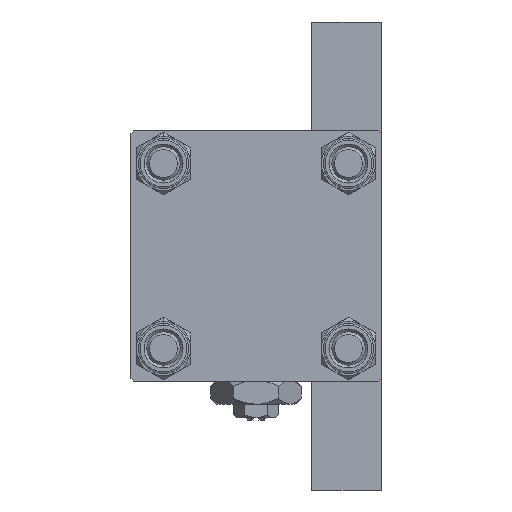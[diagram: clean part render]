
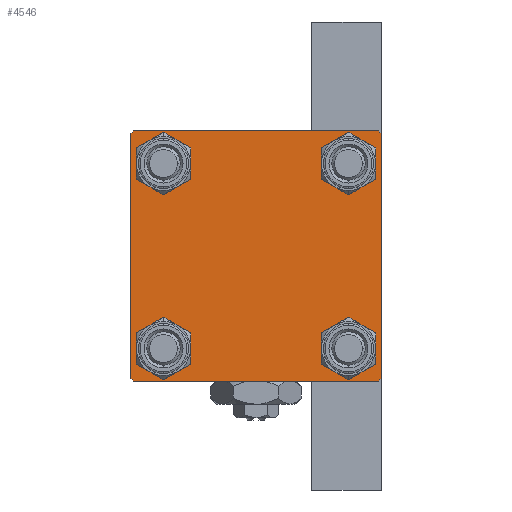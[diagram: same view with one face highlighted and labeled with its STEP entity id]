
A CAD part, left-side view. The second image highlights one B-rep face of the part: STEP entity #4546.
In plain terms, the highlighted planar face has unit normal (-1, 0, 0).
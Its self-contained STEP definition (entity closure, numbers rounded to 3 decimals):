
#140 = VECTOR ( 'NONE', #47240, 1000. ) ;
#497 = CIRCLE ( 'NONE', #35027, 3.5 ) ;
#500 = CARTESIAN_POINT ( 'NONE',  ( 0., 16.6, 16.6 ) ) ;
#644 = LINE ( 'NONE', #11965, #28919 ) ;
#980 = EDGE_CURVE ( 'NONE', #1118, #39004, #4220, .T. ) ;
#1118 = VERTEX_POINT ( 'NONE', #18976 ) ;
#1332 = DIRECTION ( 'NONE',  ( 0., -1., 0. ) ) ;
#1383 = EDGE_CURVE ( 'NONE', #37472, #29876, #11273, .T. ) ;
#1867 = CARTESIAN_POINT ( 'NONE',  ( 0., 22.5, -22.5 ) ) ;
#2221 = VERTEX_POINT ( 'NONE', #42754 ) ;
#2528 = CARTESIAN_POINT ( 'NONE',  ( 0., 22.5, 22. ) ) ;
#2716 = VERTEX_POINT ( 'NONE', #23953 ) ;
#3378 = AXIS2_PLACEMENT_3D ( 'NONE', #28757, #39821, #16917 ) ;
#3613 = ORIENTED_EDGE ( 'NONE', *, *, #33599, .T. ) ;
#3631 = FACE_BOUND ( 'NONE', #24460, .T. ) ;
#4220 = LINE ( 'NONE', #41942, #9685 ) ;
#4546 = ADVANCED_FACE ( 'NONE', ( #3631, #33800, #49142, #14692, #11430 ), #26759, .T. ) ;
#4913 = ORIENTED_EDGE ( 'NONE', *, *, #9098, .T. ) ;
#4962 = AXIS2_PLACEMENT_3D ( 'NONE', #18205, #37343, #41125 ) ;
#5011 = EDGE_LOOP ( 'NONE', ( #17584, #46114 ) ) ;
#5804 = ORIENTED_EDGE ( 'NONE', *, *, #19187, .T. ) ;
#6047 = EDGE_CURVE ( 'NONE', #46181, #43187, #39739, .T. ) ;
#7021 = CARTESIAN_POINT ( 'NONE',  ( 0., -22.5, 22.5 ) ) ;
#7029 = VERTEX_POINT ( 'NONE', #2528 ) ;
#7226 = DIRECTION ( 'NONE',  ( 0., 0., 1. ) ) ;
#7393 = EDGE_CURVE ( 'NONE', #46181, #14690, #25093, .T. ) ;
#7478 = EDGE_LOOP ( 'NONE', ( #5804, #20317 ) ) ;
#8766 = EDGE_CURVE ( 'NONE', #2221, #17402, #17031, .T. ) ;
#9098 = EDGE_CURVE ( 'NONE', #7029, #1118, #44774, .T. ) ;
#9685 = VECTOR ( 'NONE', #15765, 1000. ) ;
#10853 = EDGE_CURVE ( 'NONE', #17402, #2221, #44405, .T. ) ;
#10932 = CARTESIAN_POINT ( 'NONE',  ( 0., 16.6, -16.6 ) ) ;
#10982 = CIRCLE ( 'NONE', #41498, 3.5 ) ;
#11273 = CIRCLE ( 'NONE', #28150, 3.5 ) ;
#11430 = FACE_OUTER_BOUND ( 'NONE', #32593, .T. ) ;
#11791 = DIRECTION ( 'NONE',  ( 1., 0., 0. ) ) ;
#11965 = CARTESIAN_POINT ( 'NONE',  ( 0., 22.25, 22.25 ) ) ;
#12644 = CARTESIAN_POINT ( 'NONE',  ( 0., 22.5, 22.5 ) ) ;
#14208 = CARTESIAN_POINT ( 'NONE',  ( 0., -16.6, 16.6 ) ) ;
#14690 = VERTEX_POINT ( 'NONE', #35452 ) ;
#14692 = FACE_BOUND ( 'NONE', #7478, .T. ) ;
#14968 = CARTESIAN_POINT ( 'NONE',  ( 0., 16.6, -13.1 ) ) ;
#15093 = DIRECTION ( 'NONE',  ( 0., 0., 1. ) ) ;
#15165 = ORIENTED_EDGE ( 'NONE', *, *, #39908, .F. ) ;
#15765 = DIRECTION ( 'NONE',  ( 0., -0.707, -0.707 ) ) ;
#16039 = CARTESIAN_POINT ( 'NONE',  ( 0., -16.6, -13.1 ) ) ;
#16052 = VECTOR ( 'NONE', #1332, 1000. ) ;
#16917 = DIRECTION ( 'NONE',  ( 0., 0., 1. ) ) ;
#17031 = CIRCLE ( 'NONE', #3378, 3.5 ) ;
#17402 = VERTEX_POINT ( 'NONE', #16039 ) ;
#17584 = ORIENTED_EDGE ( 'NONE', *, *, #10853, .T. ) ;
#17765 = CARTESIAN_POINT ( 'NONE',  ( 0., -16.6, -16.6 ) ) ;
#17948 = ORIENTED_EDGE ( 'NONE', *, *, #6047, .F. ) ;
#18205 = CARTESIAN_POINT ( 'NONE',  ( 0., 0., 0. ) ) ;
#18976 = CARTESIAN_POINT ( 'NONE',  ( 0., 22.5, -22. ) ) ;
#19187 = EDGE_CURVE ( 'NONE', #29876, #37472, #35975, .T. ) ;
#20036 = LINE ( 'NONE', #35643, #48779 ) ;
#20317 = ORIENTED_EDGE ( 'NONE', *, *, #1383, .T. ) ;
#22195 = EDGE_CURVE ( 'NONE', #38555, #36078, #39168, .T. ) ;
#22619 = CARTESIAN_POINT ( 'NONE',  ( 0., 22.5, 22.5 ) ) ;
#22754 = ORIENTED_EDGE ( 'NONE', *, *, #980, .T. ) ;
#23953 = CARTESIAN_POINT ( 'NONE',  ( 0., -16.6, 20.1 ) ) ;
#24460 = EDGE_LOOP ( 'NONE', ( #36621, #26379 ) ) ;
#25093 = LINE ( 'NONE', #35913, #140 ) ;
#25103 = ORIENTED_EDGE ( 'NONE', *, *, #31104, .T. ) ;
#25158 = AXIS2_PLACEMENT_3D ( 'NONE', #17765, #48943, #41409 ) ;
#25245 = LINE ( 'NONE', #1867, #39128 ) ;
#25420 = DIRECTION ( 'NONE',  ( 1., 0., 0. ) ) ;
#26371 = DIRECTION ( 'NONE',  ( 0., 0., -1. ) ) ;
#26379 = ORIENTED_EDGE ( 'NONE', *, *, #31749, .T. ) ;
#26759 = PLANE ( 'NONE',  #4962 ) ;
#26816 = CARTESIAN_POINT ( 'NONE',  ( 0., 16.6, -20.1 ) ) ;
#27139 = ORIENTED_EDGE ( 'NONE', *, *, #35272, .T. ) ;
#27293 = DIRECTION ( 'NONE',  ( 0., 0.707, -0.707 ) ) ;
#28150 = AXIS2_PLACEMENT_3D ( 'NONE', #500, #42008, #15093 ) ;
#28757 = CARTESIAN_POINT ( 'NONE',  ( 0., -16.6, -16.6 ) ) ;
#28919 = VECTOR ( 'NONE', #27293, 1000. ) ;
#29137 = ORIENTED_EDGE ( 'NONE', *, *, #22195, .T. ) ;
#29548 = AXIS2_PLACEMENT_3D ( 'NONE', #41019, #25420, #33947 ) ;
#29550 = DIRECTION ( 'NONE',  ( 1., 0., 0. ) ) ;
#29765 = CARTESIAN_POINT ( 'NONE',  ( 0., 22., -22.5 ) ) ;
#29876 = VERTEX_POINT ( 'NONE', #37155 ) ;
#30282 = DIRECTION ( 'NONE',  ( 0., 0., 1. ) ) ;
#31052 = EDGE_CURVE ( 'NONE', #2716, #45135, #497, .T. ) ;
#31104 = EDGE_CURVE ( 'NONE', #36078, #38555, #43072, .T. ) ;
#31357 = DIRECTION ( 'NONE',  ( 0., -0.707, 0.707 ) ) ;
#31749 = EDGE_CURVE ( 'NONE', #45135, #2716, #10982, .T. ) ;
#32297 = VECTOR ( 'NONE', #26371, 1000. ) ;
#32490 = LINE ( 'NONE', #12644, #16052 ) ;
#32593 = EDGE_LOOP ( 'NONE', ( #4913, #22754, #39880, #3613, #17948, #47792, #15165, #27139 ) ) ;
#32937 = EDGE_CURVE ( 'NONE', #39004, #41701, #25245, .T. ) ;
#32944 = VERTEX_POINT ( 'NONE', #40339 ) ;
#33170 = CARTESIAN_POINT ( 'NONE',  ( 0., -16.6, 13.1 ) ) ;
#33599 = EDGE_CURVE ( 'NONE', #41701, #43187, #20036, .T. ) ;
#33800 = FACE_BOUND ( 'NONE', #5011, .T. ) ;
#33947 = DIRECTION ( 'NONE',  ( 0., 0., 1. ) ) ;
#34670 = CARTESIAN_POINT ( 'NONE',  ( 0., 16.6, 16.6 ) ) ;
#35027 = AXIS2_PLACEMENT_3D ( 'NONE', #14208, #29550, #40119 ) ;
#35096 = CARTESIAN_POINT ( 'NONE',  ( 0., -22., -22.5 ) ) ;
#35272 = EDGE_CURVE ( 'NONE', #32944, #7029, #644, .T. ) ;
#35452 = CARTESIAN_POINT ( 'NONE',  ( 0., -22., 22.5 ) ) ;
#35560 = CARTESIAN_POINT ( 'NONE',  ( 0., 16.6, 13.1 ) ) ;
#35643 = CARTESIAN_POINT ( 'NONE',  ( 0., -22.25, -22.25 ) ) ;
#35913 = CARTESIAN_POINT ( 'NONE',  ( 0., -22.25, 22.25 ) ) ;
#35975 = CIRCLE ( 'NONE', #39991, 3.5 ) ;
#36078 = VERTEX_POINT ( 'NONE', #26816 ) ;
#36621 = ORIENTED_EDGE ( 'NONE', *, *, #31052, .T. ) ;
#37155 = CARTESIAN_POINT ( 'NONE',  ( 0., 16.6, 20.1 ) ) ;
#37343 = DIRECTION ( 'NONE',  ( -1., 0., 0. ) ) ;
#37467 = DIRECTION ( 'NONE',  ( 0., 0., -1. ) ) ;
#37472 = VERTEX_POINT ( 'NONE', #35560 ) ;
#37894 = CARTESIAN_POINT ( 'NONE',  ( 0., -16.6, 16.6 ) ) ;
#38029 = CARTESIAN_POINT ( 'NONE',  ( 0., -22.5, 22. ) ) ;
#38077 = DIRECTION ( 'NONE',  ( 1., 0., 0. ) ) ;
#38555 = VERTEX_POINT ( 'NONE', #14968 ) ;
#39004 = VERTEX_POINT ( 'NONE', #29765 ) ;
#39054 = AXIS2_PLACEMENT_3D ( 'NONE', #10932, #38077, #30282 ) ;
#39128 = VECTOR ( 'NONE', #47148, 1000. ) ;
#39168 = CIRCLE ( 'NONE', #29548, 3.5 ) ;
#39739 = LINE ( 'NONE', #7021, #32297 ) ;
#39765 = CARTESIAN_POINT ( 'NONE',  ( 0., -22.5, -22. ) ) ;
#39821 = DIRECTION ( 'NONE',  ( 1., 0., 0. ) ) ;
#39880 = ORIENTED_EDGE ( 'NONE', *, *, #32937, .T. ) ;
#39908 = EDGE_CURVE ( 'NONE', #32944, #14690, #32490, .T. ) ;
#39991 = AXIS2_PLACEMENT_3D ( 'NONE', #34670, #11791, #42714 ) ;
#40119 = DIRECTION ( 'NONE',  ( 0., 0., 1. ) ) ;
#40339 = CARTESIAN_POINT ( 'NONE',  ( 0., 22., 22.5 ) ) ;
#40648 = EDGE_LOOP ( 'NONE', ( #29137, #25103 ) ) ;
#41019 = CARTESIAN_POINT ( 'NONE',  ( 0., 16.6, -16.6 ) ) ;
#41125 = DIRECTION ( 'NONE',  ( 0., 0., 1. ) ) ;
#41409 = DIRECTION ( 'NONE',  ( 0., 0., 1. ) ) ;
#41498 = AXIS2_PLACEMENT_3D ( 'NONE', #37894, #41670, #7226 ) ;
#41670 = DIRECTION ( 'NONE',  ( 1., 0., 0. ) ) ;
#41701 = VERTEX_POINT ( 'NONE', #35096 ) ;
#41920 = VECTOR ( 'NONE', #37467, 1000. ) ;
#41942 = CARTESIAN_POINT ( 'NONE',  ( 0., 22.25, -22.25 ) ) ;
#42008 = DIRECTION ( 'NONE',  ( 1., 0., 0. ) ) ;
#42714 = DIRECTION ( 'NONE',  ( 0., 0., 1. ) ) ;
#42754 = CARTESIAN_POINT ( 'NONE',  ( 0., -16.6, -20.1 ) ) ;
#43072 = CIRCLE ( 'NONE', #39054, 3.5 ) ;
#43187 = VERTEX_POINT ( 'NONE', #39765 ) ;
#44405 = CIRCLE ( 'NONE', #25158, 3.5 ) ;
#44774 = LINE ( 'NONE', #22619, #41920 ) ;
#45135 = VERTEX_POINT ( 'NONE', #33170 ) ;
#46114 = ORIENTED_EDGE ( 'NONE', *, *, #8766, .T. ) ;
#46181 = VERTEX_POINT ( 'NONE', #38029 ) ;
#47148 = DIRECTION ( 'NONE',  ( 0., -1., 0. ) ) ;
#47240 = DIRECTION ( 'NONE',  ( 0., 0.707, 0.707 ) ) ;
#47792 = ORIENTED_EDGE ( 'NONE', *, *, #7393, .T. ) ;
#48779 = VECTOR ( 'NONE', #31357, 1000. ) ;
#48943 = DIRECTION ( 'NONE',  ( 1., 0., 0. ) ) ;
#49142 = FACE_BOUND ( 'NONE', #40648, .T. ) ;
